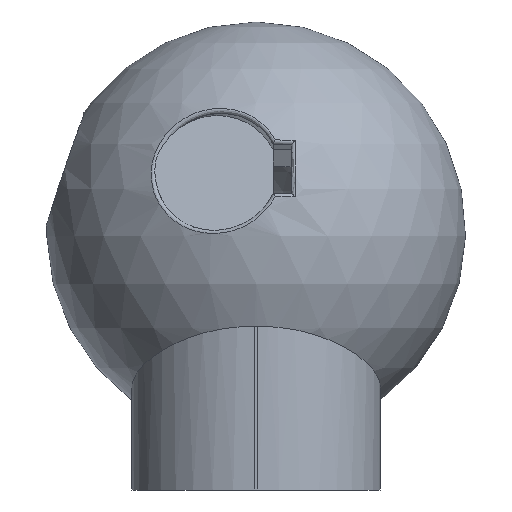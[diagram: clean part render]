
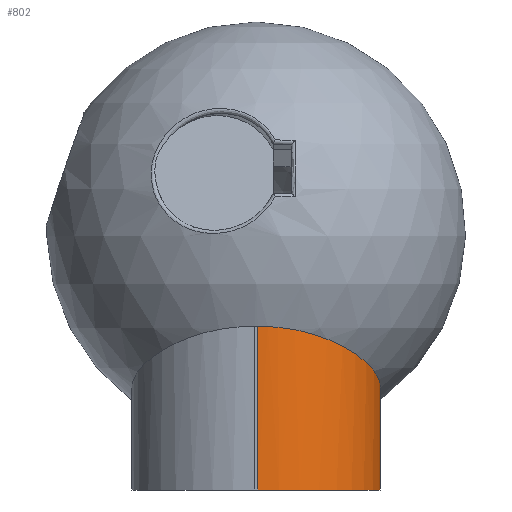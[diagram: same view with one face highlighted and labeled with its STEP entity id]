
A CAD part, left-side view. The second image highlights one B-rep face of the part: STEP entity #802.
In plain terms, the highlighted cylindrical face has radius 19 mm (diameter 38 mm), a partial arc.
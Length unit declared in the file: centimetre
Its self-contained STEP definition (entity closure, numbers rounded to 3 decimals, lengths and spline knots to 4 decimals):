
#88=LINE('',#1792,#137);
#95=LINE('',#1810,#144);
#137=VECTOR('',#1112,1.);
#144=VECTOR('',#1133,1.);
#159=CYLINDRICAL_SURFACE('',#895,1.9);
#228=FACE_OUTER_BOUND('',#275,.T.);
#275=EDGE_LOOP('',(#729,#730,#731,#732));
#323=CIRCLE('',#896,1.9);
#325=B_SPLINE_CURVE_WITH_KNOTS('',3,(#1177,#1178,#1179,#1180,#1181,#1182,
#1183,#1184,#1185,#1186,#1187,#1188,#1189,#1190,#1191,#1192,#1193,#1194),
 .UNSPECIFIED.,.F.,.F.,(4,2,2,2,2,2,2,2,4),(-3.0305,-2.6314,
-2.2324,-1.8333,-1.4343,-1.0757,
-0.7171,-0.3586,0.),.UNSPECIFIED.);
#341=VERTEX_POINT('',#1175);
#342=VERTEX_POINT('',#1176);
#409=VERTEX_POINT('',#1791);
#413=VERTEX_POINT('',#1809);
#416=EDGE_CURVE('',#341,#342,#325,.T.);
#515=EDGE_CURVE('',#409,#341,#88,.T.);
#524=EDGE_CURVE('',#413,#342,#95,.T.);
#525=EDGE_CURVE('',#413,#409,#323,.T.);
#729=ORIENTED_EDGE('',*,*,#416,.T.);
#730=ORIENTED_EDGE('',*,*,#524,.F.);
#731=ORIENTED_EDGE('',*,*,#525,.T.);
#732=ORIENTED_EDGE('',*,*,#515,.T.);
#802=ADVANCED_FACE('',(#228),#159,.T.);
#895=AXIS2_PLACEMENT_3D('',#1808,#1131,#1132);
#896=AXIS2_PLACEMENT_3D('',#1811,#1134,#1135);
#1112=DIRECTION('',(0.,0.,1.));
#1131=DIRECTION('center_axis',(0.,0.,1.));
#1132=DIRECTION('ref_axis',(-1.,0.,0.));
#1133=DIRECTION('',(0.,0.,1.));
#1134=DIRECTION('center_axis',(0.,0.,1.));
#1135=DIRECTION('ref_axis',(-1.,0.,0.));
#1175=CARTESIAN_POINT('',(1.5,-0.4,1.5799));
#1176=CARTESIAN_POINT('',(-0.4,1.5,2.5331));
#1177=CARTESIAN_POINT('Ctrl Pts',(1.5,-0.4,1.5799));
#1178=CARTESIAN_POINT('Ctrl Pts',(1.3771,-0.4,1.6307));
#1179=CARTESIAN_POINT('Ctrl Pts',(1.2503,-0.3879,1.6846));
#1180=CARTESIAN_POINT('Ctrl Pts',(0.9987,-0.3372,
1.7953));
#1181=CARTESIAN_POINT('Ctrl Pts',(0.8739,-0.2986,
1.8522));
#1182=CARTESIAN_POINT('Ctrl Pts',(0.6349,-0.1966,
1.9653));
#1183=CARTESIAN_POINT('Ctrl Pts',(0.5205,-0.1331,
2.0216));
#1184=CARTESIAN_POINT('Ctrl Pts',(0.3091,0.014,2.1295));
#1185=CARTESIAN_POINT('Ctrl Pts',(0.212,0.0976,
2.1812));
#1186=CARTESIAN_POINT('Ctrl Pts',(0.049,0.2683,
2.2708));
#1187=CARTESIAN_POINT('Ctrl Pts',(-0.0245,0.3597,
2.3126));
#1188=CARTESIAN_POINT('Ctrl Pts',(-0.1553,0.5596,
2.3889));
#1189=CARTESIAN_POINT('Ctrl Pts',(-0.2126,0.6681,
2.4234));
#1190=CARTESIAN_POINT('Ctrl Pts',(-0.3056,0.896,
2.4797));
#1191=CARTESIAN_POINT('Ctrl Pts',(-0.3413,1.0156,2.5016));
#1192=CARTESIAN_POINT('Ctrl Pts',(-0.3885,1.2578,2.5293));
#1193=CARTESIAN_POINT('Ctrl Pts',(-0.4,1.3805,2.5351));
#1194=CARTESIAN_POINT('Ctrl Pts',(-0.4,1.5,2.5331));
#1791=CARTESIAN_POINT('',(1.5,-0.4,0.));
#1792=CARTESIAN_POINT('',(1.5,-0.4,0.));
#1808=CARTESIAN_POINT('Origin',(1.5,1.5,0.));
#1809=CARTESIAN_POINT('',(-0.4,1.5,0.));
#1810=CARTESIAN_POINT('',(-0.4,1.5,0.));
#1811=CARTESIAN_POINT('Origin',(1.5,1.5,0.));
